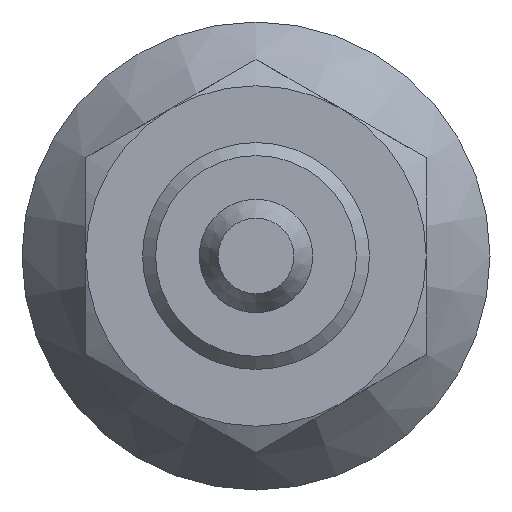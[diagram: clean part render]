
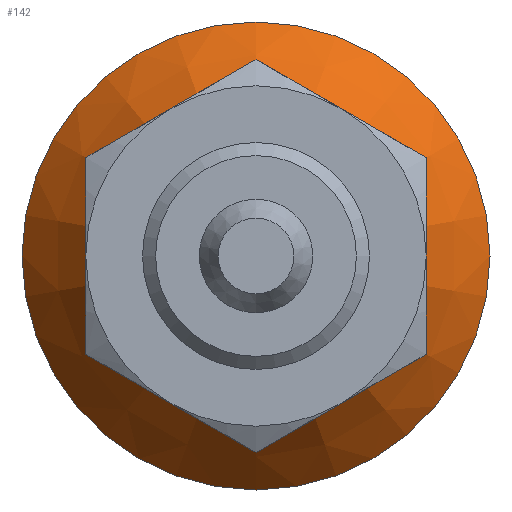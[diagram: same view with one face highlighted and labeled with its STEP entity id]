
A CAD part, front view. The second image highlights one B-rep face of the part: STEP entity #142.
In plain terms, the highlighted conical face has half-angle 37 degrees and reference radius 16.5 mm.
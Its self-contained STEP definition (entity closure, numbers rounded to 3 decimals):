
#142 = ADVANCED_FACE( '', ( #302, #303 ), #304, .T. );
#302 = FACE_BOUND( '', #470, .T. );
#303 = FACE_OUTER_BOUND( '', #471, .T. );
#304 = CONICAL_SURFACE( '', #472, 16.5, 0.646 );
#470 = EDGE_LOOP( '', ( #791 ) );
#471 = EDGE_LOOP( '', ( #792 ) );
#472 = AXIS2_PLACEMENT_3D( '', #793, #794, #795 );
#791 = ORIENTED_EDGE( '', *, *, #999, .F. );
#792 = ORIENTED_EDGE( '', *, *, #976, .T. );
#793 = CARTESIAN_POINT( '', ( 0., 21.689, 0. ) );
#794 = DIRECTION( '', ( 0., 1., 0. ) );
#795 = DIRECTION( '', ( 0., 0., 1. ) );
#976 = EDGE_CURVE( '', #1158, #1158, #1159, .T. );
#999 = EDGE_CURVE( '', #1190, #1190, #1191, .T. );
#1158 = VERTEX_POINT( '', #1544 );
#1159 = CIRCLE( '', #1545, 16.5 );
#1190 = VERTEX_POINT( '', #1587 );
#1191 = CIRCLE( '', #1588, 9.5 );
#1544 = CARTESIAN_POINT( '', ( 0., 21.689, -16.5 ) );
#1545 = AXIS2_PLACEMENT_3D( '', #1713, #1714, #1715 );
#1587 = CARTESIAN_POINT( '', ( 0., 12.4, -9.5 ) );
#1588 = AXIS2_PLACEMENT_3D( '', #1744, #1745, #1746 );
#1713 = CARTESIAN_POINT( '', ( 0., 21.689, 0. ) );
#1714 = DIRECTION( '', ( 0., -1., 0. ) );
#1715 = DIRECTION( '', ( 0., 0., -1. ) );
#1744 = CARTESIAN_POINT( '', ( 0., 12.4, 0. ) );
#1745 = DIRECTION( '', ( 0., -1., 0. ) );
#1746 = DIRECTION( '', ( 0., 0., -1. ) );
